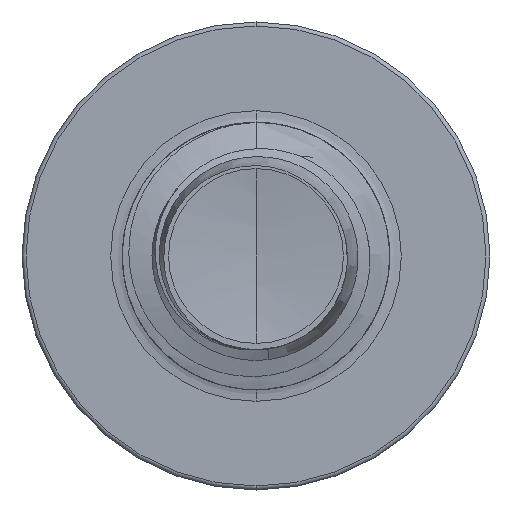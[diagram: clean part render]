
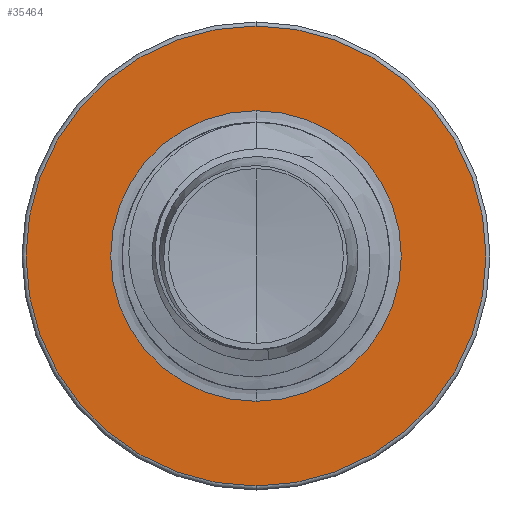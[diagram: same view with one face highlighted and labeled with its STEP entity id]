
A CAD part, front view. The second image highlights one B-rep face of the part: STEP entity #35464.
In plain terms, the highlighted planar face has unit normal (0, -1, 0).
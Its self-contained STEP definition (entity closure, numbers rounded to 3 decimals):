
#1119 = FACE_OUTER_BOUND ( 'NONE', #24201, .T. ) ;
#2015 = CARTESIAN_POINT ( 'NONE',  ( 0., 14., 0. ) ) ;
#4949 = DIRECTION ( 'NONE',  ( 0., 0., 1. ) ) ;
#5232 = AXIS2_PLACEMENT_3D ( 'NONE', #2015, #22080, #4949 ) ;
#7073 = EDGE_CURVE ( 'NONE', #13285, #12584, #22418, .T. ) ;
#7130 = CARTESIAN_POINT ( 'NONE',  ( 0., 14., 3.44 ) ) ;
#7180 = AXIS2_PLACEMENT_3D ( 'NONE', #27588, #10658, #30454 ) ;
#7210 = EDGE_CURVE ( 'NONE', #29371, #30769, #23287, .T. ) ;
#9940 = ORIENTED_EDGE ( 'NONE', *, *, #7210, .F. ) ;
#10658 = DIRECTION ( 'NONE',  ( 0., 1., 0. ) ) ;
#12192 = AXIS2_PLACEMENT_3D ( 'NONE', #22738, #36853, #20020 ) ;
#12584 = VERTEX_POINT ( 'NONE', #23625 ) ;
#13285 = VERTEX_POINT ( 'NONE', #15584 ) ;
#13925 = CIRCLE ( 'NONE', #30066, 2.174 ) ;
#15549 = FACE_BOUND ( 'NONE', #15770, .T. ) ;
#15584 = CARTESIAN_POINT ( 'NONE',  ( 0., 14., -2.174 ) ) ;
#15770 = EDGE_LOOP ( 'NONE', ( #19099, #35362 ) ) ;
#16786 = EDGE_CURVE ( 'NONE', #12584, #13285, #13925, .T. ) ;
#16840 = DIRECTION ( 'NONE',  ( 0., 1., 0. ) ) ;
#16887 = DIRECTION ( 'NONE',  ( 0., 1., 0. ) ) ;
#17019 = PLANE ( 'NONE',  #12192 ) ;
#18955 = CARTESIAN_POINT ( 'NONE',  ( 0., 14., -3.44 ) ) ;
#19099 = ORIENTED_EDGE ( 'NONE', *, *, #16786, .T. ) ;
#19934 = AXIS2_PLACEMENT_3D ( 'NONE', #33760, #16840, #36552 ) ;
#20020 = DIRECTION ( 'NONE',  ( 0., 0., 1. ) ) ;
#20474 = EDGE_CURVE ( 'NONE', #30769, #29371, #35547, .T. ) ;
#22080 = DIRECTION ( 'NONE',  ( 0., 1., 0. ) ) ;
#22418 = CIRCLE ( 'NONE', #7180, 2.174 ) ;
#22738 = CARTESIAN_POINT ( 'NONE',  ( 0., 14., -2.174 ) ) ;
#23287 = CIRCLE ( 'NONE', #5232, 3.44 ) ;
#23625 = CARTESIAN_POINT ( 'NONE',  ( 0., 14., 2.174 ) ) ;
#24201 = EDGE_LOOP ( 'NONE', ( #33584, #9940 ) ) ;
#27588 = CARTESIAN_POINT ( 'NONE',  ( 0., 14., 0. ) ) ;
#29371 = VERTEX_POINT ( 'NONE', #18955 ) ;
#30066 = AXIS2_PLACEMENT_3D ( 'NONE', #33808, #16887, #36602 ) ;
#30454 = DIRECTION ( 'NONE',  ( 0., 0., 1. ) ) ;
#30769 = VERTEX_POINT ( 'NONE', #7130 ) ;
#33584 = ORIENTED_EDGE ( 'NONE', *, *, #20474, .F. ) ;
#33760 = CARTESIAN_POINT ( 'NONE',  ( 0., 14., 0. ) ) ;
#33808 = CARTESIAN_POINT ( 'NONE',  ( 0., 14., 0. ) ) ;
#35362 = ORIENTED_EDGE ( 'NONE', *, *, #7073, .T. ) ;
#35464 = ADVANCED_FACE ( 'NONE', ( #1119, #15549 ), #17019, .F. ) ;
#35547 = CIRCLE ( 'NONE', #19934, 3.44 ) ;
#36552 = DIRECTION ( 'NONE',  ( 0., 0., 1. ) ) ;
#36602 = DIRECTION ( 'NONE',  ( 0., 0., 1. ) ) ;
#36853 = DIRECTION ( 'NONE',  ( 0., 1., 0. ) ) ;
